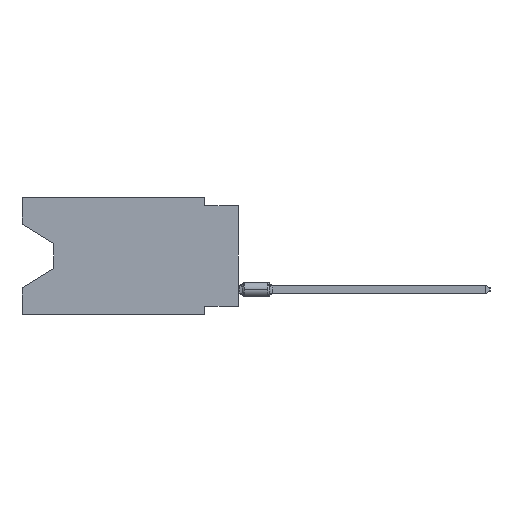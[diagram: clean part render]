
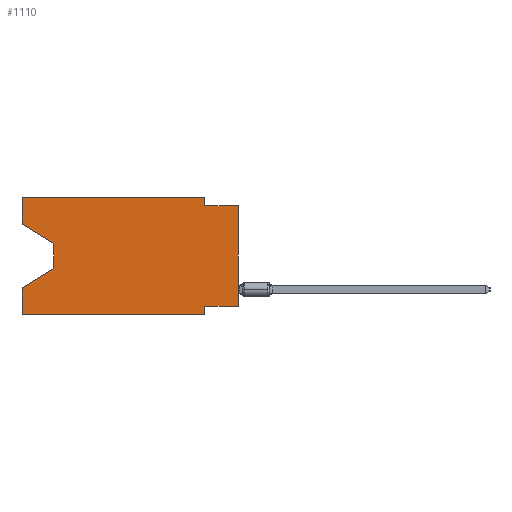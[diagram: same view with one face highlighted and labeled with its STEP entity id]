
A CAD part, left-side view. The second image highlights one B-rep face of the part: STEP entity #1110.
In plain terms, the highlighted planar face has unit normal (-1, 0, 0).
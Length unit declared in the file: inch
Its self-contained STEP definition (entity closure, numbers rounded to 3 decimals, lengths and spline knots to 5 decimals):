
#92 = ORIENTED_EDGE ( 'NONE', *, *, #16204, .F. ) ;
#142 = ORIENTED_EDGE ( 'NONE', *, *, #9427, .F. ) ;
#285 = PLANE ( 'NONE',  #2850 ) ;
#467 = EDGE_LOOP ( 'NONE', ( #17658, #15087, #3828, #92, #1932, #17561, #14598, #9697, #1843, #12643, #9504, #142 ) ) ;
#1008 = EDGE_CURVE ( 'NONE', #6589, #6193, #17714, .T. ) ;
#1110 = ADVANCED_FACE ( 'NONE', ( #4575 ), #285, .F. ) ;
#1122 = CARTESIAN_POINT ( 'NONE',  ( 0., 0.645, -0.08025 ) ) ;
#1395 = VECTOR ( 'NONE', #4014, 39.37008 ) ;
#1843 = ORIENTED_EDGE ( 'NONE', *, *, #5279, .F. ) ;
#1932 = ORIENTED_EDGE ( 'NONE', *, *, #17415, .T. ) ;
#2037 = LINE ( 'NONE', #2134, #13532 ) ;
#2134 = CARTESIAN_POINT ( 'NONE',  ( 0., 0., 0. ) ) ;
#2174 = EDGE_CURVE ( 'NONE', #5737, #10974, #6305, .T. ) ;
#2231 = VERTEX_POINT ( 'NONE', #13867 ) ;
#2811 = LINE ( 'NONE', #16150, #18220 ) ;
#2850 = AXIS2_PLACEMENT_3D ( 'NONE', #16914, #9133, #10826 ) ;
#3022 = CARTESIAN_POINT ( 'NONE',  ( 0., 0.55, -0.212 ) ) ;
#3120 = DIRECTION ( 'NONE',  ( 0., 0.855, -0.519 ) ) ;
#3584 = VECTOR ( 'NONE', #6739, 39.37008 ) ;
#3647 = DIRECTION ( 'NONE',  ( 0., 1., 0. ) ) ;
#3828 = ORIENTED_EDGE ( 'NONE', *, *, #2174, .T. ) ;
#4014 = DIRECTION ( 'NONE',  ( 0., -0.855, -0.519 ) ) ;
#4278 = CARTESIAN_POINT ( 'NONE',  ( 0., 0.55, -0.212 ) ) ;
#4575 = FACE_OUTER_BOUND ( 'NONE', #467, .T. ) ;
#4765 = CARTESIAN_POINT ( 'NONE',  ( 0., 0., -0.325 ) ) ;
#5220 = DIRECTION ( 'NONE',  ( 0., -1., 0. ) ) ;
#5279 = EDGE_CURVE ( 'NONE', #6193, #16357, #12972, .T. ) ;
#5448 = LINE ( 'NONE', #17500, #9441 ) ;
#5737 = VERTEX_POINT ( 'NONE', #4278 ) ;
#6002 = EDGE_CURVE ( 'NONE', #11004, #18991, #5448, .T. ) ;
#6193 = VERTEX_POINT ( 'NONE', #13699 ) ;
#6305 = LINE ( 'NONE', #3022, #15529 ) ;
#6372 = CARTESIAN_POINT ( 'NONE',  ( 0., 0.55, -0.138 ) ) ;
#6406 = EDGE_CURVE ( 'NONE', #11004, #16357, #2037, .T. ) ;
#6589 = VERTEX_POINT ( 'NONE', #12336 ) ;
#6720 = EDGE_CURVE ( 'NONE', #12983, #5737, #7858, .T. ) ;
#6739 = DIRECTION ( 'NONE',  ( 0., 0., -1. ) ) ;
#6783 = CARTESIAN_POINT ( 'NONE',  ( 0., 0.1, -0.325 ) ) ;
#6986 = LINE ( 'NONE', #15854, #10248 ) ;
#7858 = LINE ( 'NONE', #6372, #18877 ) ;
#8144 = VERTEX_POINT ( 'NONE', #17637 ) ;
#8450 = EDGE_CURVE ( 'NONE', #18991, #2231, #11605, .T. ) ;
#8556 = CARTESIAN_POINT ( 'NONE',  ( 0., 0.1, 0. ) ) ;
#8771 = LINE ( 'NONE', #1122, #1395 ) ;
#8883 = VERTEX_POINT ( 'NONE', #12889 ) ;
#9133 = DIRECTION ( 'NONE',  ( 1., 0., 0. ) ) ;
#9283 = CARTESIAN_POINT ( 'NONE',  ( 0., 0.645, 0. ) ) ;
#9378 = EDGE_CURVE ( 'NONE', #8883, #6589, #6986, .T. ) ;
#9427 = EDGE_CURVE ( 'NONE', #8144, #8883, #2811, .T. ) ;
#9441 = VECTOR ( 'NONE', #3647, 39.37008 ) ;
#9504 = ORIENTED_EDGE ( 'NONE', *, *, #9378, .F. ) ;
#9531 = EDGE_CURVE ( 'NONE', #8144, #12983, #8771, .T. ) ;
#9697 = ORIENTED_EDGE ( 'NONE', *, *, #6406, .T. ) ;
#9887 = CARTESIAN_POINT ( 'NONE',  ( 0., 0.645, -0.35 ) ) ;
#9973 = CARTESIAN_POINT ( 'NONE',  ( 0., 0., -0.025 ) ) ;
#10248 = VECTOR ( 'NONE', #15648, 39.37008 ) ;
#10826 = DIRECTION ( 'NONE',  ( 0., 0., -1. ) ) ;
#10974 = VERTEX_POINT ( 'NONE', #14723 ) ;
#11004 = VERTEX_POINT ( 'NONE', #4765 ) ;
#11222 = VECTOR ( 'NONE', #14569, 39.37008 ) ;
#11465 = CARTESIAN_POINT ( 'NONE',  ( 0., 0., -0.025 ) ) ;
#11605 = LINE ( 'NONE', #18880, #3584 ) ;
#12336 = CARTESIAN_POINT ( 'NONE',  ( 0., 0.1, 0. ) ) ;
#12465 = CARTESIAN_POINT ( 'NONE',  ( 0., 0.55, -0.138 ) ) ;
#12643 = ORIENTED_EDGE ( 'NONE', *, *, #1008, .F. ) ;
#12889 = CARTESIAN_POINT ( 'NONE',  ( 0., 0.645, 0. ) ) ;
#12972 = LINE ( 'NONE', #11465, #11222 ) ;
#12983 = VERTEX_POINT ( 'NONE', #12465 ) ;
#13532 = VECTOR ( 'NONE', #18651, 39.37008 ) ;
#13699 = CARTESIAN_POINT ( 'NONE',  ( 0., 0.1, -0.025 ) ) ;
#13867 = CARTESIAN_POINT ( 'NONE',  ( 0., 0.1, -0.35 ) ) ;
#14569 = DIRECTION ( 'NONE',  ( 0., -1., 0. ) ) ;
#14598 = ORIENTED_EDGE ( 'NONE', *, *, #6002, .F. ) ;
#14723 = CARTESIAN_POINT ( 'NONE',  ( 0., 0.645, -0.26975 ) ) ;
#14844 = LINE ( 'NONE', #9887, #17769 ) ;
#15087 = ORIENTED_EDGE ( 'NONE', *, *, #6720, .T. ) ;
#15371 = DIRECTION ( 'NONE',  ( 0., 0., 1. ) ) ;
#15525 = DIRECTION ( 'NONE',  ( 0., 0., -1. ) ) ;
#15529 = VECTOR ( 'NONE', #3120, 39.37008 ) ;
#15563 = VECTOR ( 'NONE', #16223, 39.37008 ) ;
#15648 = DIRECTION ( 'NONE',  ( 0., -1., 0. ) ) ;
#15854 = CARTESIAN_POINT ( 'NONE',  ( 0., 0.645, 0. ) ) ;
#16150 = CARTESIAN_POINT ( 'NONE',  ( 0., 0.645, 0. ) ) ;
#16204 = EDGE_CURVE ( 'NONE', #19414, #10974, #16405, .T. ) ;
#16223 = DIRECTION ( 'NONE',  ( 0., 0., -1. ) ) ;
#16248 = DIRECTION ( 'NONE',  ( 0., 0., 1. ) ) ;
#16357 = VERTEX_POINT ( 'NONE', #9973 ) ;
#16405 = LINE ( 'NONE', #9283, #19635 ) ;
#16914 = CARTESIAN_POINT ( 'NONE',  ( 0., 0.645, 0. ) ) ;
#17415 = EDGE_CURVE ( 'NONE', #19414, #2231, #14844, .T. ) ;
#17500 = CARTESIAN_POINT ( 'NONE',  ( 0., 0., -0.325 ) ) ;
#17561 = ORIENTED_EDGE ( 'NONE', *, *, #8450, .F. ) ;
#17637 = CARTESIAN_POINT ( 'NONE',  ( 0., 0.645, -0.08025 ) ) ;
#17658 = ORIENTED_EDGE ( 'NONE', *, *, #9531, .T. ) ;
#17714 = LINE ( 'NONE', #8556, #15563 ) ;
#17769 = VECTOR ( 'NONE', #5220, 39.37008 ) ;
#18089 = CARTESIAN_POINT ( 'NONE',  ( 0., 0.645, -0.35 ) ) ;
#18220 = VECTOR ( 'NONE', #16248, 39.37008 ) ;
#18651 = DIRECTION ( 'NONE',  ( 0., 0., 1. ) ) ;
#18877 = VECTOR ( 'NONE', #15525, 39.37008 ) ;
#18880 = CARTESIAN_POINT ( 'NONE',  ( 0., 0.1, -0.35 ) ) ;
#18991 = VERTEX_POINT ( 'NONE', #6783 ) ;
#19414 = VERTEX_POINT ( 'NONE', #18089 ) ;
#19635 = VECTOR ( 'NONE', #15371, 39.37008 ) ;
